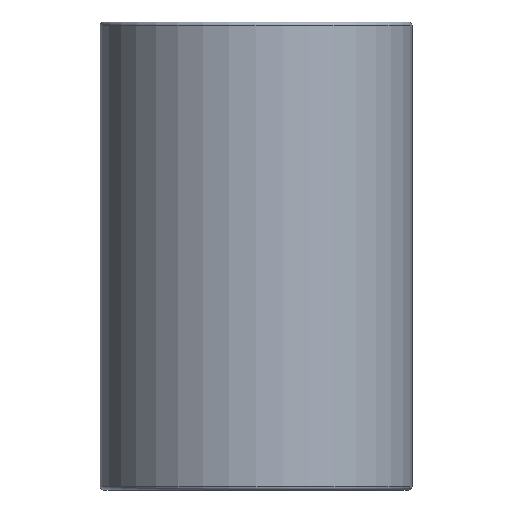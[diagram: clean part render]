
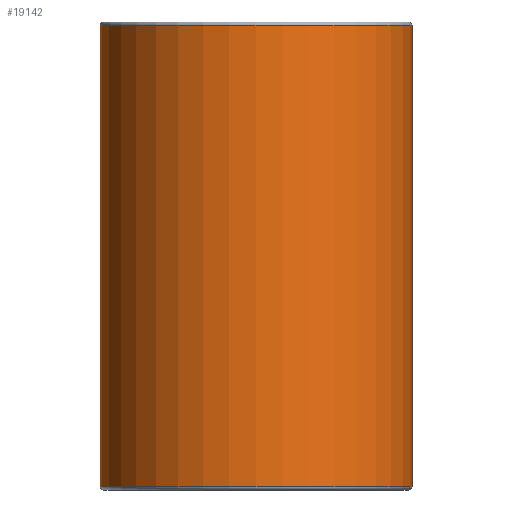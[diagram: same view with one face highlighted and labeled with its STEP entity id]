
A CAD part, front view. The second image highlights one B-rep face of the part: STEP entity #19142.
In plain terms, the highlighted cylindrical face has radius 4 mm (diameter 8 mm), a partial arc.
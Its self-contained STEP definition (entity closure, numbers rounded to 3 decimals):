
#132 = AXIS2_PLACEMENT_3D ( 'NONE', #22702, #6477, #25450 ) ;
#1754 = CYLINDRICAL_SURFACE ( 'NONE', #22046, 4. ) ;
#2169 = CARTESIAN_POINT ( 'NONE',  ( -4., 0., 5.913 ) ) ;
#2892 = DIRECTION ( 'NONE',  ( 0., 0., -1. ) ) ;
#3201 = CARTESIAN_POINT ( 'NONE',  ( 4., 0., 6. ) ) ;
#3742 = CARTESIAN_POINT ( 'NONE',  ( 4., 0., -5.913 ) ) ;
#4238 = VERTEX_POINT ( 'NONE', #10397 ) ;
#5133 = ORIENTED_EDGE ( 'NONE', *, *, #30600, .T. ) ;
#6477 = DIRECTION ( 'NONE',  ( 0., 0., -1. ) ) ;
#7840 = VECTOR ( 'NONE', #11599, 1000. ) ;
#8035 = EDGE_LOOP ( 'NONE', ( #21554, #5133, #13420, #22524 ) ) ;
#8259 = CARTESIAN_POINT ( 'NONE',  ( -4., 0., -5.913 ) ) ;
#9011 = EDGE_CURVE ( 'NONE', #35095, #18919, #29681, .T. ) ;
#9359 = DIRECTION ( 'NONE',  ( -1., 0., 0. ) ) ;
#10397 = CARTESIAN_POINT ( 'NONE',  ( 4., 0., 5.913 ) ) ;
#11599 = DIRECTION ( 'NONE',  ( 0., 0., -1. ) ) ;
#12889 = CARTESIAN_POINT ( 'NONE',  ( 0., 0., -5.913 ) ) ;
#13339 = CIRCLE ( 'NONE', #20351, 4. ) ;
#13420 = ORIENTED_EDGE ( 'NONE', *, *, #9011, .T. ) ;
#14502 = EDGE_CURVE ( 'NONE', #18919, #30629, #13339, .T. ) ;
#15015 = LINE ( 'NONE', #3201, #7840 ) ;
#15611 = DIRECTION ( 'NONE',  ( 1., 0., 0. ) ) ;
#16279 = CIRCLE ( 'NONE', #132, 4. ) ;
#17881 = CARTESIAN_POINT ( 'NONE',  ( 0., 0., 6. ) ) ;
#18919 = VERTEX_POINT ( 'NONE', #8259 ) ;
#19114 = CARTESIAN_POINT ( 'NONE',  ( -4., 0., 6. ) ) ;
#19142 = ADVANCED_FACE ( 'NONE', ( #23358 ), #1754, .T. ) ;
#20351 = AXIS2_PLACEMENT_3D ( 'NONE', #12889, #31837, #15611 ) ;
#21554 = ORIENTED_EDGE ( 'NONE', *, *, #25115, .F. ) ;
#21621 = VECTOR ( 'NONE', #2892, 1000. ) ;
#22046 = AXIS2_PLACEMENT_3D ( 'NONE', #17881, #23333, #9359 ) ;
#22524 = ORIENTED_EDGE ( 'NONE', *, *, #14502, .T. ) ;
#22702 = CARTESIAN_POINT ( 'NONE',  ( 0., 0., 5.913 ) ) ;
#23333 = DIRECTION ( 'NONE',  ( 0., 0., -1. ) ) ;
#23358 = FACE_OUTER_BOUND ( 'NONE', #8035, .T. ) ;
#25115 = EDGE_CURVE ( 'NONE', #4238, #30629, #15015, .T. ) ;
#25450 = DIRECTION ( 'NONE',  ( 1., 0., 0. ) ) ;
#29681 = LINE ( 'NONE', #19114, #21621 ) ;
#30600 = EDGE_CURVE ( 'NONE', #4238, #35095, #16279, .T. ) ;
#30629 = VERTEX_POINT ( 'NONE', #3742 ) ;
#31837 = DIRECTION ( 'NONE',  ( 0., 0., 1. ) ) ;
#35095 = VERTEX_POINT ( 'NONE', #2169 ) ;
